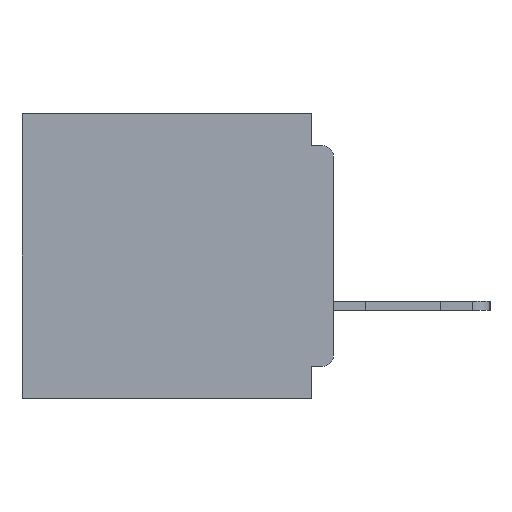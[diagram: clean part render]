
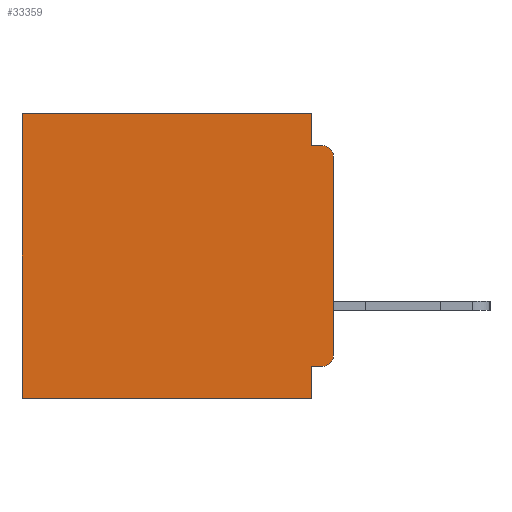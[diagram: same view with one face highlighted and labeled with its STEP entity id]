
A CAD part, left-side view. The second image highlights one B-rep face of the part: STEP entity #33359.
In plain terms, the highlighted planar face has unit normal (-1, 0, 0).
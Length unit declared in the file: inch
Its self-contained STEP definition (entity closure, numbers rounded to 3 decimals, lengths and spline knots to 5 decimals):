
#1573 = CARTESIAN_POINT ( 'NONE',  ( 0.3, 0., -0.355 ) ) ;
#1945 = DIRECTION ( 'NONE',  ( 0., 0., -1. ) ) ;
#5167 = CARTESIAN_POINT ( 'NONE',  ( 0.3, 0.437, -0.4 ) ) ;
#5201 = DIRECTION ( 'NONE',  ( 0., 1., 0. ) ) ;
#5811 = EDGE_CURVE ( 'NONE', #39336, #26758, #6464, .T. ) ;
#6464 = LINE ( 'NONE', #35476, #14861 ) ;
#6538 = CARTESIAN_POINT ( 'NONE',  ( 0.3, 0.031, 0. ) ) ;
#7002 = DIRECTION ( 'NONE',  ( 0., -1., 0. ) ) ;
#7875 = CARTESIAN_POINT ( 'NONE',  ( 0.3, 0.437, -0.4 ) ) ;
#8559 = VERTEX_POINT ( 'NONE', #8711 ) ;
#8711 = CARTESIAN_POINT ( 'NONE',  ( 0.3, 0.437, 0. ) ) ;
#8893 = DIRECTION ( 'NONE',  ( -1., 0., 0. ) ) ;
#10446 = EDGE_CURVE ( 'NONE', #20010, #39336, #16274, .T. ) ;
#10682 = LINE ( 'NONE', #18700, #28482 ) ;
#11435 = ORIENTED_EDGE ( 'NONE', *, *, #18165, .T. ) ;
#12175 = EDGE_LOOP ( 'NONE', ( #29210, #31292, #18985, #15097, #39206, #37553, #13389, #19174, #29073, #11435 ) ) ;
#12554 = VERTEX_POINT ( 'NONE', #36264 ) ;
#12657 = LINE ( 'NONE', #7875, #39831 ) ;
#13091 = DIRECTION ( 'NONE',  ( 0., 1., 0. ) ) ;
#13389 = ORIENTED_EDGE ( 'NONE', *, *, #35676, .F. ) ;
#14319 = CARTESIAN_POINT ( 'NONE',  ( 0.3, 0.015, -0.06 ) ) ;
#14861 = VECTOR ( 'NONE', #7002, 39.37008 ) ;
#15097 = ORIENTED_EDGE ( 'NONE', *, *, #10446, .F. ) ;
#15382 = VECTOR ( 'NONE', #5201, 39.37008 ) ;
#16176 = EDGE_CURVE ( 'NONE', #36342, #26758, #20854, .T. ) ;
#16274 = LINE ( 'NONE', #26939, #32939 ) ;
#16787 = LINE ( 'NONE', #20289, #25175 ) ;
#17133 = VERTEX_POINT ( 'NONE', #41434 ) ;
#17644 = VECTOR ( 'NONE', #33810, 39.37008 ) ;
#18165 = EDGE_CURVE ( 'NONE', #20188, #23150, #26176, .T. ) ;
#18700 = CARTESIAN_POINT ( 'NONE',  ( 0.3, 0., -0.4 ) ) ;
#18868 = CARTESIAN_POINT ( 'NONE',  ( 0.3, 0.015, -0.045 ) ) ;
#18985 = ORIENTED_EDGE ( 'NONE', *, *, #5811, .F. ) ;
#19174 = ORIENTED_EDGE ( 'NONE', *, *, #38188, .F. ) ;
#19996 = AXIS2_PLACEMENT_3D ( 'NONE', #30219, #8893, #33782 ) ;
#20010 = VERTEX_POINT ( 'NONE', #6538 ) ;
#20188 = VERTEX_POINT ( 'NONE', #43009 ) ;
#20219 = CARTESIAN_POINT ( 'NONE',  ( 0.3, 0.031, -0.045 ) ) ;
#20289 = CARTESIAN_POINT ( 'NONE',  ( 0.3, 0., -0.4 ) ) ;
#20488 = DIRECTION ( 'NONE',  ( 1., 0., 0. ) ) ;
#20854 = CIRCLE ( 'NONE', #40382, 0.015 ) ;
#21517 = VERTEX_POINT ( 'NONE', #5167 ) ;
#21727 = DIRECTION ( 'NONE',  ( 0., 1., 0. ) ) ;
#22042 = DIRECTION ( 'NONE',  ( 0., 0., -1. ) ) ;
#22271 = DIRECTION ( 'NONE',  ( 0., 0., -1. ) ) ;
#23150 = VERTEX_POINT ( 'NONE', #45931 ) ;
#23876 = EDGE_CURVE ( 'NONE', #36342, #23150, #10682, .T. ) ;
#25175 = VECTOR ( 'NONE', #13091, 39.37008 ) ;
#26176 = CIRCLE ( 'NONE', #19996, 0.015 ) ;
#26758 = VERTEX_POINT ( 'NONE', #18868 ) ;
#26939 = CARTESIAN_POINT ( 'NONE',  ( 0.3, 0.031, 0. ) ) ;
#27104 = LINE ( 'NONE', #30243, #17644 ) ;
#27290 = CARTESIAN_POINT ( 'NONE',  ( 0.3, 0., -0.06 ) ) ;
#28482 = VECTOR ( 'NONE', #42676, 39.37008 ) ;
#29064 = LINE ( 'NONE', #32232, #36254 ) ;
#29073 = ORIENTED_EDGE ( 'NONE', *, *, #45055, .F. ) ;
#29210 = ORIENTED_EDGE ( 'NONE', *, *, #23876, .F. ) ;
#30219 = CARTESIAN_POINT ( 'NONE',  ( 0.3, 0.015, -0.34 ) ) ;
#30243 = CARTESIAN_POINT ( 'NONE',  ( 0.3, 0.031, -0.4 ) ) ;
#31292 = ORIENTED_EDGE ( 'NONE', *, *, #16176, .T. ) ;
#32232 = CARTESIAN_POINT ( 'NONE',  ( 0.3, 0., 0. ) ) ;
#32939 = VECTOR ( 'NONE', #1945, 39.37008 ) ;
#33359 = ADVANCED_FACE ( 'NONE', ( #34732 ), #45018, .F. ) ;
#33782 = DIRECTION ( 'NONE',  ( 0., 0., -1. ) ) ;
#33810 = DIRECTION ( 'NONE',  ( 0., 0., -1. ) ) ;
#34537 = CARTESIAN_POINT ( 'NONE',  ( 0.3, 0., -0.4 ) ) ;
#34732 = FACE_OUTER_BOUND ( 'NONE', #12175, .T. ) ;
#35476 = CARTESIAN_POINT ( 'NONE',  ( 0.3, 0., -0.045 ) ) ;
#35676 = EDGE_CURVE ( 'NONE', #17133, #21517, #16787, .T. ) ;
#36254 = VECTOR ( 'NONE', #21727, 39.37008 ) ;
#36264 = CARTESIAN_POINT ( 'NONE',  ( 0.3, 0.031, -0.355 ) ) ;
#36342 = VERTEX_POINT ( 'NONE', #27290 ) ;
#37553 = ORIENTED_EDGE ( 'NONE', *, *, #44912, .T. ) ;
#38188 = EDGE_CURVE ( 'NONE', #12554, #17133, #27104, .T. ) ;
#38517 = EDGE_CURVE ( 'NONE', #20010, #8559, #29064, .T. ) ;
#39148 = DIRECTION ( 'NONE',  ( -1., 0., 0. ) ) ;
#39206 = ORIENTED_EDGE ( 'NONE', *, *, #38517, .T. ) ;
#39336 = VERTEX_POINT ( 'NONE', #20219 ) ;
#39831 = VECTOR ( 'NONE', #22271, 39.37008 ) ;
#40274 = AXIS2_PLACEMENT_3D ( 'NONE', #34537, #20488, #45152 ) ;
#40382 = AXIS2_PLACEMENT_3D ( 'NONE', #14319, #39148, #22042 ) ;
#41434 = CARTESIAN_POINT ( 'NONE',  ( 0.3, 0.031, -0.4 ) ) ;
#42676 = DIRECTION ( 'NONE',  ( 0., 0., -1. ) ) ;
#43009 = CARTESIAN_POINT ( 'NONE',  ( 0.3, 0.015, -0.355 ) ) ;
#43657 = LINE ( 'NONE', #1573, #15382 ) ;
#44912 = EDGE_CURVE ( 'NONE', #8559, #21517, #12657, .T. ) ;
#45018 = PLANE ( 'NONE',  #40274 ) ;
#45055 = EDGE_CURVE ( 'NONE', #20188, #12554, #43657, .T. ) ;
#45152 = DIRECTION ( 'NONE',  ( 0., 0., -1. ) ) ;
#45931 = CARTESIAN_POINT ( 'NONE',  ( 0.3, 0., -0.34 ) ) ;
